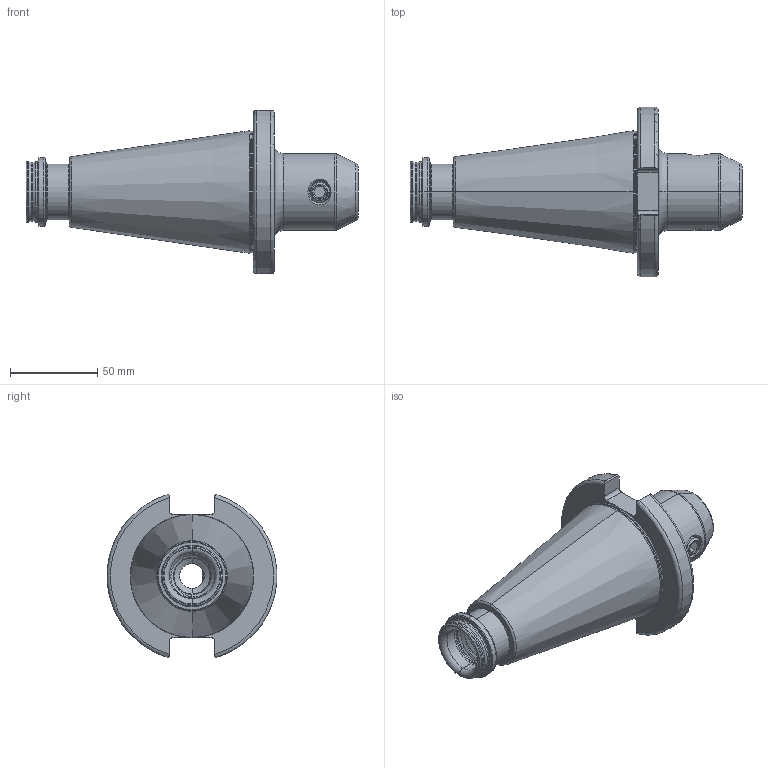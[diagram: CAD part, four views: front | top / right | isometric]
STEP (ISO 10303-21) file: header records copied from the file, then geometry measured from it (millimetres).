
FILE_DESCRIPTION (( 'STEP AP203' ), '1' );
FILE_NAME ('501.04.14.STEP', '2016-11-26T04:49:16', ( '' ), ( '' ), 'SwSTEP 2.0', 'SolidWorks 2012', '' );
FILE_SCHEMA (( 'CONFIG_CONTROL_DESIGN' ));
Length unit declared in the file: millimetre
Products named in the file (3): 501.04.14; 側固12_M12x1.75_16L
Assembly tree (2 placements, depth 2):
  501.04.14
    501.04.14
    側固12_M12x1.75_16L
Bounding box: 189.8 x 96.94 x 93.38 mm (x, y, z)
Volume: 368806.3 mm3; surface area: 57359.6 mm2
Topology: 2 solids, 2 shells, 194 faces, 493 edges, 308 vertices
Faces by surface type: cylinder 81, torus 38, cone 29, plane 27, bspline 17, sphere 2
Entity records: 16769 total; most frequent: CARTESIAN_POINT 12248, ORIENTED_EDGE 982, DIRECTION 798, EDGE_CURVE 491, AXIS2_PLACEMENT_3D 327, VERTEX_POINT 308, EDGE_LOOP 205, FACE_OUTER_BOUND 194
